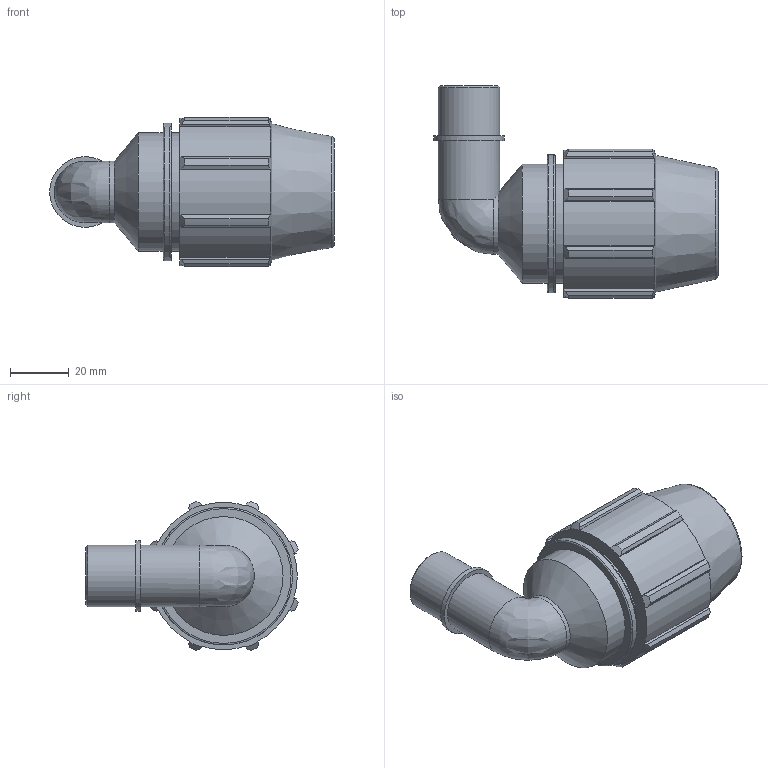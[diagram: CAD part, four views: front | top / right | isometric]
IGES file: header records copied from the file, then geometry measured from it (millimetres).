
Global section: file name: 078500025005_188500025005_0785060250050A.ipt; native system: Autodesk Inventor 2015; preprocessor: unknown; author: KIM; date: 20170606.133116; units: millimetre
Bounding box: 97.05 x 72.41 x 50.81 mm (x, y, z)
Volume: 97178.2 mm3; surface area: 26116.8 mm2
Topology: 1 solids, 1 shells, 86 faces, 237 edges, 158 vertices
Faces by surface type: plane 41, cylinder 23, cone 12, revolution 9, bspline 1
Full cylindrical faces by diameter (mm): 20.955 x2, 24.098 x1, 40.5 x2, 46.98 x1
